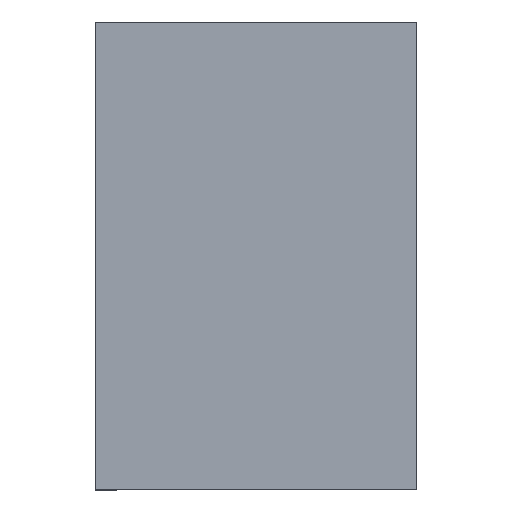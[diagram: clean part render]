
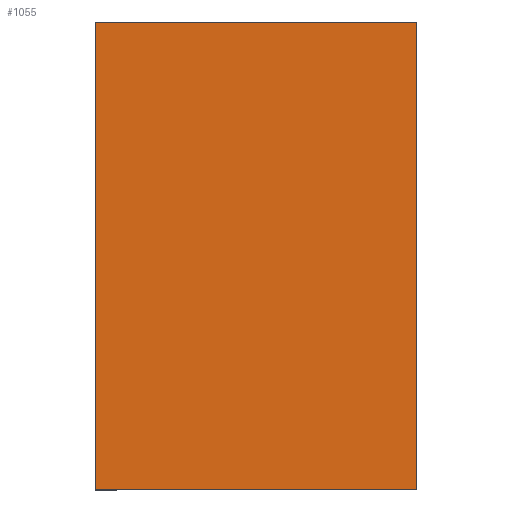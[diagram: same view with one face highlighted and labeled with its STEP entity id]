
A CAD part, left-side view. The second image highlights one B-rep face of the part: STEP entity #1055.
In plain terms, the highlighted planar face has unit normal (-1, 0, 0).
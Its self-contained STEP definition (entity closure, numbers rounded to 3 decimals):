
#69 = VECTOR ( 'NONE', #493, 1000. ) ;
#96 = CARTESIAN_POINT ( 'NONE',  ( -0.8, 0.55, 0.4 ) ) ;
#179 = CARTESIAN_POINT ( 'NONE',  ( -0.8, 0.55, 0.4 ) ) ;
#187 = ORIENTED_EDGE ( 'NONE', *, *, #619, .T. ) ;
#363 = CARTESIAN_POINT ( 'NONE',  ( -0.8, 0., 0.4 ) ) ;
#385 = DIRECTION ( 'NONE',  ( 1., 0., 0. ) ) ;
#395 = AXIS2_PLACEMENT_3D ( 'NONE', #179, #385, #1034 ) ;
#459 = DIRECTION ( 'NONE',  ( 0., 0., 1. ) ) ;
#493 = DIRECTION ( 'NONE',  ( 0., -1., 0. ) ) ;
#500 = EDGE_CURVE ( 'NONE', #777, #773, #829, .T. ) ;
#503 = LINE ( 'NONE', #876, #69 ) ;
#524 = LINE ( 'NONE', #726, #844 ) ;
#537 = DIRECTION ( 'NONE',  ( 0., 0., 1. ) ) ;
#593 = EDGE_CURVE ( 'NONE', #968, #952, #503, .T. ) ;
#619 = EDGE_CURVE ( 'NONE', #952, #773, #524, .T. ) ;
#661 = LINE ( 'NONE', #948, #1044 ) ;
#700 = ORIENTED_EDGE ( 'NONE', *, *, #1002, .F. ) ;
#726 = CARTESIAN_POINT ( 'NONE',  ( -0.8, 0., 0.4 ) ) ;
#748 = CARTESIAN_POINT ( 'NONE',  ( -0.8, 0.55, 0.4 ) ) ;
#754 = ORIENTED_EDGE ( 'NONE', *, *, #593, .T. ) ;
#773 = VERTEX_POINT ( 'NONE', #363 ) ;
#777 = VERTEX_POINT ( 'NONE', #96 ) ;
#829 = LINE ( 'NONE', #748, #1062 ) ;
#844 = VECTOR ( 'NONE', #537, 1000. ) ;
#873 = EDGE_LOOP ( 'NONE', ( #187, #977, #700, #754 ) ) ;
#876 = CARTESIAN_POINT ( 'NONE',  ( -0.8, 0.55, -0.4 ) ) ;
#948 = CARTESIAN_POINT ( 'NONE',  ( -0.8, 0.55, 0.4 ) ) ;
#952 = VERTEX_POINT ( 'NONE', #1097 ) ;
#954 = PLANE ( 'NONE',  #395 ) ;
#968 = VERTEX_POINT ( 'NONE', #994 ) ;
#977 = ORIENTED_EDGE ( 'NONE', *, *, #500, .F. ) ;
#994 = CARTESIAN_POINT ( 'NONE',  ( -0.8, 0.55, -0.4 ) ) ;
#1002 = EDGE_CURVE ( 'NONE', #968, #777, #661, .T. ) ;
#1034 = DIRECTION ( 'NONE',  ( 0., 0., -1. ) ) ;
#1040 = FACE_OUTER_BOUND ( 'NONE', #873, .T. ) ;
#1044 = VECTOR ( 'NONE', #459, 1000. ) ;
#1055 = ADVANCED_FACE ( 'NONE', ( #1040 ), #954, .F. ) ;
#1062 = VECTOR ( 'NONE', #1115, 1000. ) ;
#1097 = CARTESIAN_POINT ( 'NONE',  ( -0.8, 0., -0.4 ) ) ;
#1115 = DIRECTION ( 'NONE',  ( 0., -1., 0. ) ) ;
